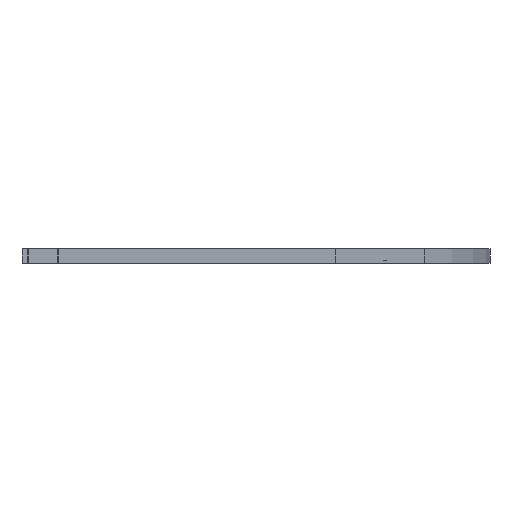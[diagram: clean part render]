
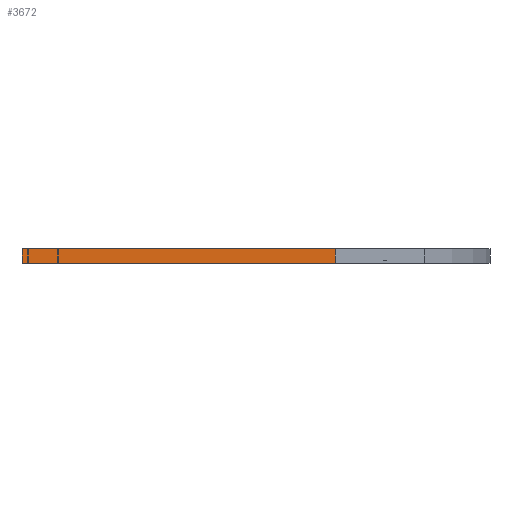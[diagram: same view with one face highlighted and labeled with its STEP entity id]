
A CAD part, left-side view. The second image highlights one B-rep face of the part: STEP entity #3672.
In plain terms, the highlighted planar face has unit normal (-1, 0, 0).
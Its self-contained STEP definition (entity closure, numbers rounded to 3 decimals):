
#167=PLANE('',#4077);
#440=FACE_OUTER_BOUND('',#708,.T.);
#708=EDGE_LOOP('',(#3411,#3412,#3413,#3414));
#748=LINE('',#5282,#1062);
#835=LINE('',#5693,#1149);
#956=LINE('',#6073,#1270);
#1032=LINE('',#6226,#1346);
#1062=VECTOR('',#4158,149.065);
#1149=VECTOR('',#4527,149.065);
#1270=VECTOR('',#4916,10.);
#1346=VECTOR('',#5146,10.);
#1597=VERTEX_POINT('',#5279);
#1598=VERTEX_POINT('',#5281);
#1780=VERTEX_POINT('',#5690);
#1781=VERTEX_POINT('',#5692);
#1945=EDGE_CURVE('',#1597,#1598,#748,.T.);
#2150=EDGE_CURVE('',#1780,#1781,#835,.T.);
#2342=EDGE_CURVE('',#1597,#1781,#956,.T.);
#2418=EDGE_CURVE('',#1598,#1780,#1032,.T.);
#3411=ORIENTED_EDGE('',*,*,#2418,.F.);
#3412=ORIENTED_EDGE('',*,*,#1945,.F.);
#3413=ORIENTED_EDGE('',*,*,#2342,.T.);
#3414=ORIENTED_EDGE('',*,*,#2150,.F.);
#3672=ADVANCED_FACE('',(#440),#167,.F.);
#4077=AXIS2_PLACEMENT_3D('',#6225,#5144,#5145);
#4158=DIRECTION('',(0.,-1.,0.));
#4527=DIRECTION('',(0.,1.,0.));
#4916=DIRECTION('',(0.,0.,-1.));
#5144=DIRECTION('center_axis',(1.,0.,0.));
#5145=DIRECTION('ref_axis',(0.,0.,-1.));
#5146=DIRECTION('',(0.,0.,-1.));
#5279=CARTESIAN_POINT('',(-450.374,11.825,6.35));
#5281=CARTESIAN_POINT('',(-450.374,-152.24,6.35));
#5282=CARTESIAN_POINT('',(-450.374,-3.175,6.35));
#5690=CARTESIAN_POINT('',(-450.374,-152.24,-1.435));
#5692=CARTESIAN_POINT('',(-450.374,11.825,-1.435));
#5693=CARTESIAN_POINT('',(-450.374,-3.175,-1.435));
#6073=CARTESIAN_POINT('',(-450.374,11.825,0.));
#6225=CARTESIAN_POINT('Origin',(-450.374,-3.175,6.35));
#6226=CARTESIAN_POINT('',(-450.374,-152.24,0.));
